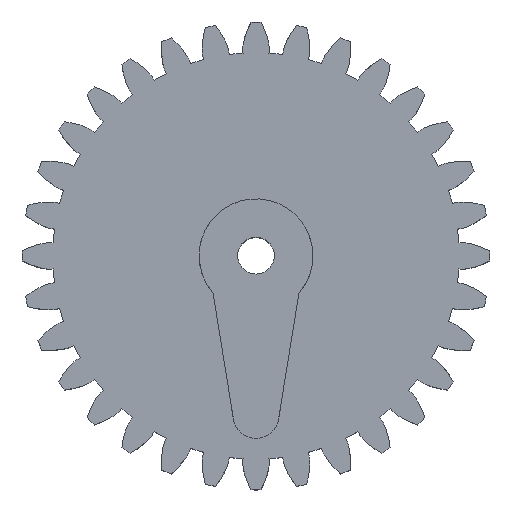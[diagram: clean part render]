
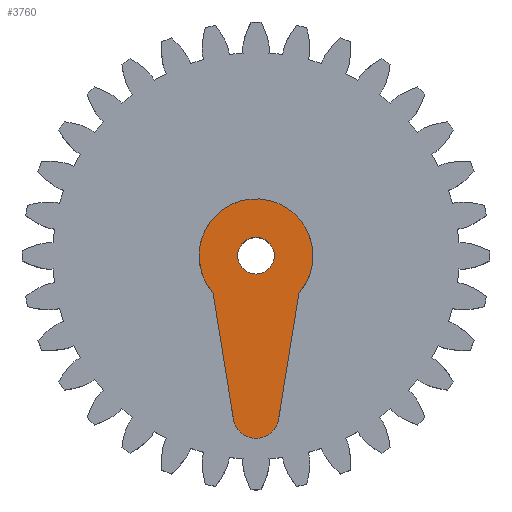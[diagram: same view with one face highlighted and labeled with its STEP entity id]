
A CAD part, top view. The second image highlights one B-rep face of the part: STEP entity #3760.
In plain terms, the highlighted planar face has unit normal (0, 0, 1).
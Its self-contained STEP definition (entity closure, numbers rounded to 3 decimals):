
#211=FACE_BOUND('',#497,.T.);
#219=PLANE('',#3986);
#293=FACE_OUTER_BOUND('',#496,.T.);
#496=EDGE_LOOP('',(#2520,#2521,#2522,#2523,#2524));
#497=EDGE_LOOP('',(#2525));
#699=LINE('',#5161,#1030);
#703=LINE('',#5170,#1034);
#1030=VECTOR('',#4272,10.);
#1034=VECTOR('',#4282,10.);
#1362=CIRCLE('',#3980,2.5);
#1363=CIRCLE('',#3983,6.2);
#1365=CIRCLE('',#3985,6.2);
#1366=CIRCLE('',#3987,2.);
#1502=VERTEX_POINT('',#5159);
#1503=VERTEX_POINT('',#5160);
#1504=VERTEX_POINT('',#5165);
#1505=VERTEX_POINT('',#5169);
#1506=VERTEX_POINT('',#5173);
#1508=VERTEX_POINT('',#5180);
#1901=EDGE_CURVE('',#1502,#1503,#699,.T.);
#1904=EDGE_CURVE('',#1503,#1504,#1362,.T.);
#1906=EDGE_CURVE('',#1504,#1505,#703,.T.);
#1908=EDGE_CURVE('',#1506,#1502,#1363,.T.);
#1911=EDGE_CURVE('',#1505,#1506,#1365,.T.);
#1912=EDGE_CURVE('',#1508,#1508,#1366,.T.);
#2520=ORIENTED_EDGE('',*,*,#1911,.T.);
#2521=ORIENTED_EDGE('',*,*,#1908,.T.);
#2522=ORIENTED_EDGE('',*,*,#1901,.T.);
#2523=ORIENTED_EDGE('',*,*,#1904,.T.);
#2524=ORIENTED_EDGE('',*,*,#1906,.T.);
#2525=ORIENTED_EDGE('',*,*,#1912,.T.);
#3760=ADVANCED_FACE('',(#293,#211),#219,.T.);
#3980=AXIS2_PLACEMENT_3D('',#5166,#4277,#4278);
#3983=AXIS2_PLACEMENT_3D('',#5174,#4286,#4287);
#3985=AXIS2_PLACEMENT_3D('',#5178,#4291,#4292);
#3986=AXIS2_PLACEMENT_3D('',#5179,#4293,#4294);
#3987=AXIS2_PLACEMENT_3D('',#5181,#4295,#4296);
#4272=DIRECTION('',(0.159,-0.987,0.));
#4277=DIRECTION('center_axis',(0.,0.,1.));
#4278=DIRECTION('ref_axis',(-1.,0.,0.));
#4282=DIRECTION('',(0.159,0.987,0.));
#4286=DIRECTION('center_axis',(0.,0.,1.));
#4287=DIRECTION('ref_axis',(-1.,0.,0.));
#4291=DIRECTION('center_axis',(0.,0.,1.));
#4292=DIRECTION('ref_axis',(-1.,0.,0.));
#4293=DIRECTION('center_axis',(0.,0.,1.));
#4294=DIRECTION('ref_axis',(-1.,0.,0.));
#4295=DIRECTION('center_axis',(0.,0.,-1.));
#4296=DIRECTION('ref_axis',(-1.,0.,0.));
#5159=CARTESIAN_POINT('',(-4.675,-4.072,20.5));
#5160=CARTESIAN_POINT('',(-2.468,-17.797,20.5));
#5161=CARTESIAN_POINT('',(-4.675,-4.072,20.5));
#5165=CARTESIAN_POINT('',(2.468,-17.797,20.5));
#5166=CARTESIAN_POINT('Origin',(0.,-17.4,20.5));
#5169=CARTESIAN_POINT('',(4.675,-4.072,20.5));
#5170=CARTESIAN_POINT('',(2.468,-17.797,20.5));
#5173=CARTESIAN_POINT('',(6.2,0.,20.5));
#5174=CARTESIAN_POINT('Origin',(0.,0.,20.5));
#5178=CARTESIAN_POINT('Origin',(0.,0.,20.5));
#5179=CARTESIAN_POINT('Origin',(0.,0.,20.5));
#5180=CARTESIAN_POINT('',(-2.,0.,20.5));
#5181=CARTESIAN_POINT('Origin',(0.,0.,20.5));
